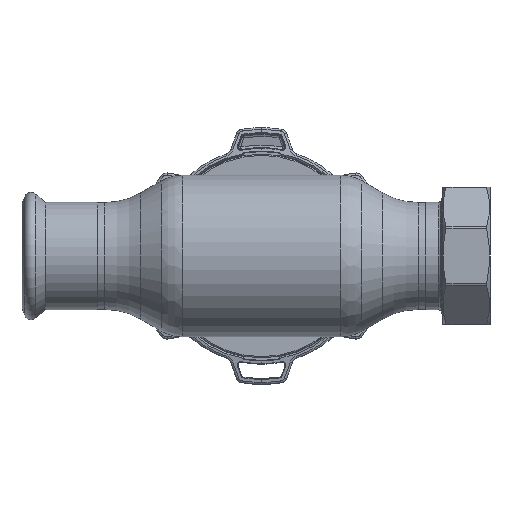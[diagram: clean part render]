
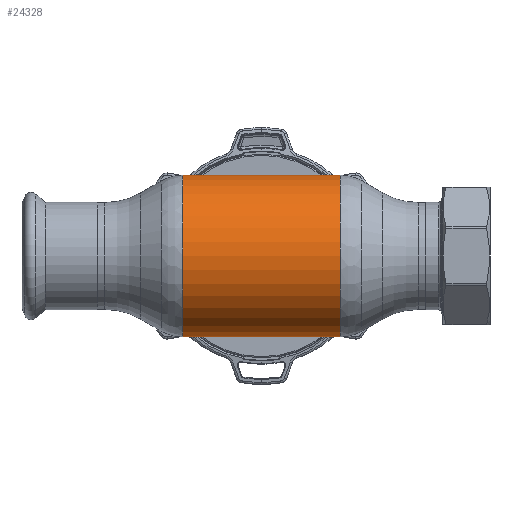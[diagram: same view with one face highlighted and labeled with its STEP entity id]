
A CAD part, front view. The second image highlights one B-rep face of the part: STEP entity #24328.
In plain terms, the highlighted cylindrical face has radius 34 mm (diameter 68 mm), a partial arc.
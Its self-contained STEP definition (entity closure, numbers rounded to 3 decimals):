
#324 = LINE ( 'NONE', #660, #27753 ) ;
#660 = CARTESIAN_POINT ( 'NONE',  ( -62.69, 0., 34. ) ) ;
#1408 = ORIENTED_EDGE ( 'NONE', *, *, #6784, .F. ) ;
#3933 = AXIS2_PLACEMENT_3D ( 'NONE', #24813, #27489, #24619 ) ;
#6784 = EDGE_CURVE ( 'NONE', #27920, #25232, #26861, .T. ) ;
#7588 = VECTOR ( 'NONE', #24157, 1000. ) ;
#7663 = CARTESIAN_POINT ( 'NONE',  ( 33.177, 0., 0. ) ) ;
#7824 = ORIENTED_EDGE ( 'NONE', *, *, #25047, .F. ) ;
#8525 = CYLINDRICAL_SURFACE ( 'NONE', #3933, 34. ) ;
#8764 = DIRECTION ( 'NONE',  ( -1., 0., 0. ) ) ;
#10213 = EDGE_CURVE ( 'NONE', #13388, #12659, #324, .T. ) ;
#12659 = VERTEX_POINT ( 'NONE', #25435 ) ;
#13388 = VERTEX_POINT ( 'NONE', #21577 ) ;
#13434 = DIRECTION ( 'NONE',  ( 0., 0., 1. ) ) ;
#15772 = CARTESIAN_POINT ( 'NONE',  ( -62.69, 0., -34. ) ) ;
#18424 = EDGE_CURVE ( 'NONE', #27920, #13388, #29477, .T. ) ;
#18601 = DIRECTION ( 'NONE',  ( -1., 0., 0. ) ) ;
#18778 = CARTESIAN_POINT ( 'NONE',  ( -33.177, 0., 0. ) ) ;
#21194 = ORIENTED_EDGE ( 'NONE', *, *, #18424, .T. ) ;
#21214 = CARTESIAN_POINT ( 'NONE',  ( -33.177, 0., -34. ) ) ;
#21512 = AXIS2_PLACEMENT_3D ( 'NONE', #7663, #24462, #35046 ) ;
#21577 = CARTESIAN_POINT ( 'NONE',  ( 33.177, 0., 34. ) ) ;
#22345 = ORIENTED_EDGE ( 'NONE', *, *, #10213, .T. ) ;
#24157 = DIRECTION ( 'NONE',  ( -1., 0., 0. ) ) ;
#24258 = FACE_OUTER_BOUND ( 'NONE', #35048, .T. ) ;
#24328 = ADVANCED_FACE ( 'NONE', ( #24258 ), #8525, .T. ) ;
#24462 = DIRECTION ( 'NONE',  ( -1., 0., 0. ) ) ;
#24499 = CIRCLE ( 'NONE', #25628, 34. ) ;
#24619 = DIRECTION ( 'NONE',  ( 0., 0., 1. ) ) ;
#24813 = CARTESIAN_POINT ( 'NONE',  ( -62.69, 0., 0. ) ) ;
#25047 = EDGE_CURVE ( 'NONE', #25232, #12659, #24499, .T. ) ;
#25232 = VERTEX_POINT ( 'NONE', #21214 ) ;
#25435 = CARTESIAN_POINT ( 'NONE',  ( -33.177, 0., 34. ) ) ;
#25628 = AXIS2_PLACEMENT_3D ( 'NONE', #18778, #18601, #13434 ) ;
#26861 = LINE ( 'NONE', #15772, #7588 ) ;
#27489 = DIRECTION ( 'NONE',  ( -1., 0., 0. ) ) ;
#27753 = VECTOR ( 'NONE', #8764, 1000. ) ;
#27920 = VERTEX_POINT ( 'NONE', #30324 ) ;
#29477 = CIRCLE ( 'NONE', #21512, 34. ) ;
#30324 = CARTESIAN_POINT ( 'NONE',  ( 33.177, 0., -34. ) ) ;
#35046 = DIRECTION ( 'NONE',  ( 0., 0., 1. ) ) ;
#35048 = EDGE_LOOP ( 'NONE', ( #1408, #21194, #22345, #7824 ) ) ;
